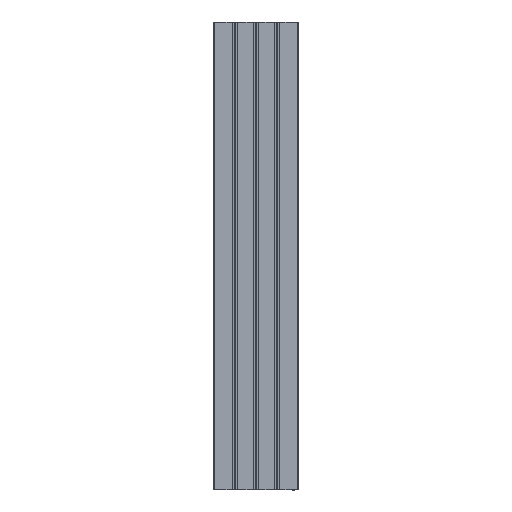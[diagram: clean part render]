
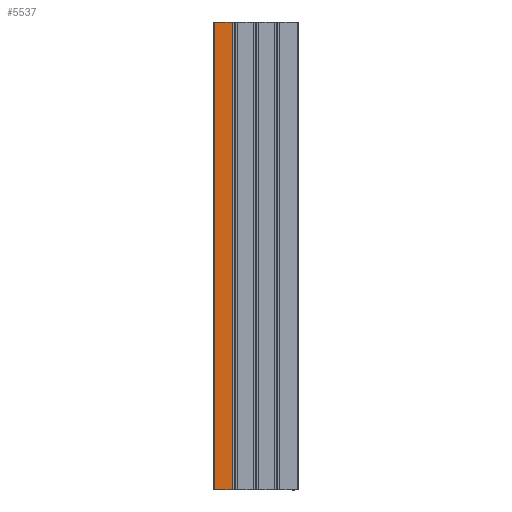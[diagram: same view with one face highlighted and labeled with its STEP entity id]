
A CAD part, left-side view. The second image highlights one B-rep face of the part: STEP entity #5537.
In plain terms, the highlighted planar face has unit normal (-1, 0, 0).
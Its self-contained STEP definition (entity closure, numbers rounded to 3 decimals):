
#251 = ORIENTED_EDGE ( 'NONE', *, *, #6515, .F. ) ;
#565 = DIRECTION ( 'NONE',  ( 0., -1., 0. ) ) ;
#618 = VECTOR ( 'NONE', #2125, 1000. ) ;
#1138 = LINE ( 'NONE', #4448, #2650 ) ;
#1578 = ORIENTED_EDGE ( 'NONE', *, *, #4849, .F. ) ;
#1690 = EDGE_CURVE ( 'NONE', #2965, #3252, #3882, .T. ) ;
#1990 = FACE_OUTER_BOUND ( 'NONE', #7508, .T. ) ;
#2125 = DIRECTION ( 'NONE',  ( 0., 0., -1. ) ) ;
#2135 = AXIS2_PLACEMENT_3D ( 'NONE', #2270, #7839, #2990 ) ;
#2260 = LINE ( 'NONE', #5093, #618 ) ;
#2270 = CARTESIAN_POINT ( 'NONE',  ( -7.5, 76.75, 1000. ) ) ;
#2317 = PLANE ( 'NONE',  #2135 ) ;
#2650 = VECTOR ( 'NONE', #5165, 1000. ) ;
#2965 = VERTEX_POINT ( 'NONE', #5345 ) ;
#2990 = DIRECTION ( 'NONE',  ( 0., 0., -1. ) ) ;
#3252 = VERTEX_POINT ( 'NONE', #6314 ) ;
#3882 = LINE ( 'NONE', #7227, #4077 ) ;
#4077 = VECTOR ( 'NONE', #565, 1000. ) ;
#4244 = EDGE_CURVE ( 'NONE', #5637, #2965, #1138, .T. ) ;
#4448 = CARTESIAN_POINT ( 'NONE',  ( -7.5, 110.5, 1000. ) ) ;
#4849 = EDGE_CURVE ( 'NONE', #6207, #5637, #7011, .T. ) ;
#5093 = CARTESIAN_POINT ( 'NONE',  ( -7.5, 73.6, 1000. ) ) ;
#5165 = DIRECTION ( 'NONE',  ( 0., 0., 1. ) ) ;
#5201 = DIRECTION ( 'NONE',  ( 0., 1., 0. ) ) ;
#5345 = CARTESIAN_POINT ( 'NONE',  ( -7.5, 110.5, 1000. ) ) ;
#5465 = CARTESIAN_POINT ( 'NONE',  ( -7.5, 73.6, 0. ) ) ;
#5537 = ADVANCED_FACE ( 'NONE', ( #1990 ), #2317, .F. ) ;
#5637 = VERTEX_POINT ( 'NONE', #7184 ) ;
#6207 = VERTEX_POINT ( 'NONE', #5465 ) ;
#6213 = ORIENTED_EDGE ( 'NONE', *, *, #4244, .F. ) ;
#6314 = CARTESIAN_POINT ( 'NONE',  ( -7.5, 73.6, 1000. ) ) ;
#6515 = EDGE_CURVE ( 'NONE', #3252, #6207, #2260, .T. ) ;
#6521 = CARTESIAN_POINT ( 'NONE',  ( -7.5, -8.5, 0. ) ) ;
#6729 = VECTOR ( 'NONE', #5201, 1000. ) ;
#7011 = LINE ( 'NONE', #6521, #6729 ) ;
#7122 = ORIENTED_EDGE ( 'NONE', *, *, #1690, .F. ) ;
#7184 = CARTESIAN_POINT ( 'NONE',  ( -7.5, 110.5, 0. ) ) ;
#7227 = CARTESIAN_POINT ( 'NONE',  ( -7.5, -8.5, 1000. ) ) ;
#7508 = EDGE_LOOP ( 'NONE', ( #251, #7122, #6213, #1578 ) ) ;
#7839 = DIRECTION ( 'NONE',  ( 1., 0., 0. ) ) ;
